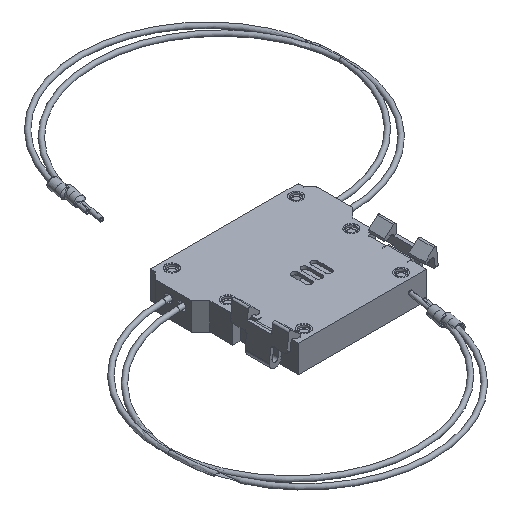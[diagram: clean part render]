
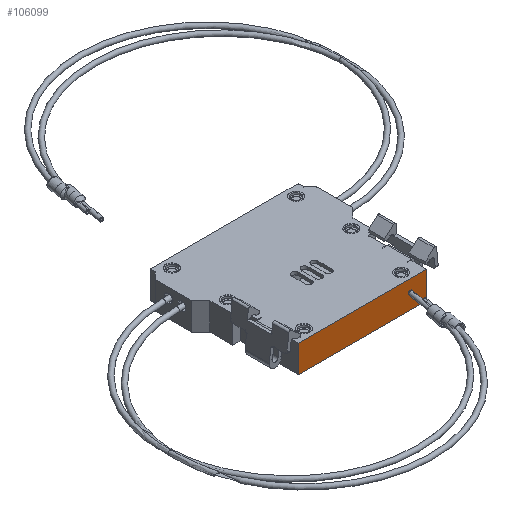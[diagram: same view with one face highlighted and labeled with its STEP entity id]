
A CAD part, isometric view. The second image highlights one B-rep face of the part: STEP entity #106099.
In plain terms, the highlighted planar face has unit normal (0, -1, 0).
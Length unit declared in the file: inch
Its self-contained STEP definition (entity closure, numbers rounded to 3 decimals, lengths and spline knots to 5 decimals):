
#92080=CARTESIAN_POINT('',(0.83268,-0.90737,-0.17717));
#92081=VERTEX_POINT('',#92080);
#92088=CARTESIAN_POINT('',(-0.83268,-0.90737,-0.17717));
#92089=VERTEX_POINT('',#92088);
#92090=CARTESIAN_POINT('',(-0.83268,-0.90737,-0.17717));
#92091=DIRECTION('',(1.0,0.0,0.0));
#92092=VECTOR('',#92091,1.66535);
#92093=LINE('',#92090,#92092);
#92094=EDGE_CURVE('',#92089,#92081,#92093,.T.);
#105304=CARTESIAN_POINT('',(-0.83268,-0.90737,0.17717));
#105305=VERTEX_POINT('',#105304);
#105312=CARTESIAN_POINT('',(0.83268,-0.90737,0.17717));
#105313=VERTEX_POINT('',#105312);
#105314=CARTESIAN_POINT('',(0.83268,-0.90737,0.17717));
#105315=DIRECTION('',(-1.0,0.0,0.0));
#105316=VECTOR('',#105315,1.66535);
#105317=LINE('',#105314,#105316);
#105318=EDGE_CURVE('',#105313,#105305,#105317,.T.);
#105550=CARTESIAN_POINT('',(-0.83268,-0.90737,-0.17717));
#105551=DIRECTION('',(0.0,0.0,1.0));
#105552=VECTOR('',#105551,0.35433);
#105553=LINE('',#105550,#105552);
#105554=EDGE_CURVE('',#92089,#105305,#105553,.T.);
#106072=CARTESIAN_POINT('',(0.83268,-0.90737,-0.17717));
#106073=DIRECTION('',(0.0,0.0,1.0));
#106074=VECTOR('',#106073,0.35433);
#106075=LINE('',#106072,#106074);
#106076=EDGE_CURVE('',#92081,#105313,#106075,.T.);
#106088=CARTESIAN_POINT('',(0.83268,-0.90737,0.0));
#106089=DIRECTION('',(0.0,-1.0,0.0));
#106090=DIRECTION('',(0.0,0.0,-1.0));
#106091=AXIS2_PLACEMENT_3D('',#106088,#106089,#106090);
#106092=PLANE('',#106091);
#106093=ORIENTED_EDGE('',*,*,#105318,.T.);
#106094=ORIENTED_EDGE('',*,*,#105554,.F.);
#106095=ORIENTED_EDGE('',*,*,#92094,.T.);
#106096=ORIENTED_EDGE('',*,*,#106076,.T.);
#106097=EDGE_LOOP('',(#106093,#106094,#106095,#106096));
#106098=FACE_OUTER_BOUND('',#106097,.T.);
#106099=ADVANCED_FACE('',(#106098),#106092,.T.);
